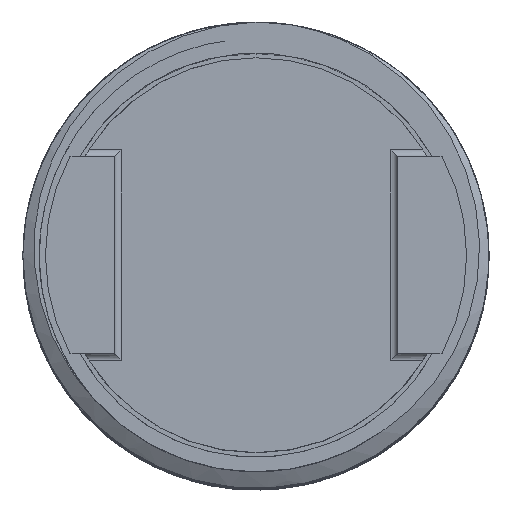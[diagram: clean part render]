
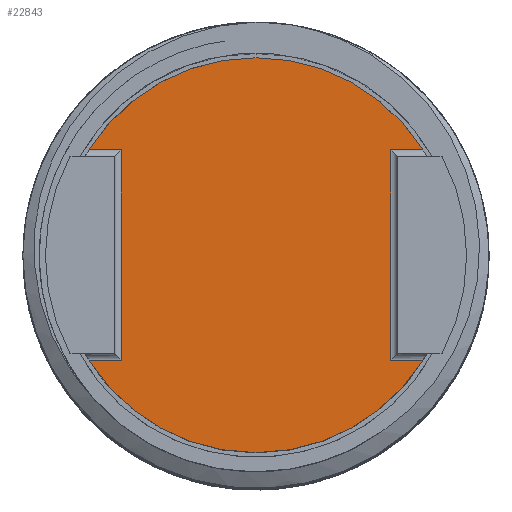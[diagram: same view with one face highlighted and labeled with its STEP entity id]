
A CAD part, top view. The second image highlights one B-rep face of the part: STEP entity #22843.
In plain terms, the highlighted planar face has unit normal (0, 0, 1).
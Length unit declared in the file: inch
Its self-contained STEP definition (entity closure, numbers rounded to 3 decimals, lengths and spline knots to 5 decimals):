
#7893=DIRECTION('',(-1.,0.,0.));
#7894=VECTOR('',#7893,0.04877);
#7895=CARTESIAN_POINT('',(0.25377,0.16,0.));
#7896=LINE('',#7895,#7894);
#7897=DIRECTION('',(0.,-1.,0.));
#7898=VECTOR('',#7897,0.32);
#7899=CARTESIAN_POINT('',(0.205,0.16,0.));
#7900=LINE('',#7899,#7898);
#7901=DIRECTION('',(1.,0.,0.));
#7902=VECTOR('',#7901,0.04877);
#7903=CARTESIAN_POINT('',(0.205,-0.16,0.));
#7904=LINE('',#7903,#7902);
#7905=CARTESIAN_POINT('',(0.,0.,0.));
#7906=DIRECTION('',(0.,0.,-1.));
#7907=DIRECTION('',(0.846,-0.533,0.));
#7908=AXIS2_PLACEMENT_3D('',#7905,#7906,#7907);
#7910=DIRECTION('',(1.,0.,0.));
#7911=VECTOR('',#7910,0.04877);
#7912=CARTESIAN_POINT('',(-0.25377,-0.16,0.));
#7913=LINE('',#7912,#7911);
#7914=DIRECTION('',(0.,1.,0.));
#7915=VECTOR('',#7914,0.32);
#7916=CARTESIAN_POINT('',(-0.205,-0.16,0.));
#7917=LINE('',#7916,#7915);
#7918=DIRECTION('',(-1.,0.,0.));
#7919=VECTOR('',#7918,0.04877);
#7920=CARTESIAN_POINT('',(-0.205,0.16,0.));
#7921=LINE('',#7920,#7919);
#7922=CARTESIAN_POINT('',(0.,0.,0.));
#7923=DIRECTION('',(0.,0.,1.));
#7924=DIRECTION('',(0.846,0.533,0.));
#7925=AXIS2_PLACEMENT_3D('',#7922,#7923,#7924);
#11709=CARTESIAN_POINT('',(0.25377,0.16,0.));
#11710=CARTESIAN_POINT('',(0.205,0.16,0.));
#11711=VERTEX_POINT('',#11709);
#11712=VERTEX_POINT('',#11710);
#11715=CARTESIAN_POINT('',(0.205,-0.16,0.));
#11716=VERTEX_POINT('',#11715);
#11717=CARTESIAN_POINT('',(0.25377,-0.16,0.));
#11718=VERTEX_POINT('',#11717);
#11725=CARTESIAN_POINT('',(-0.205,0.16,0.));
#11726=CARTESIAN_POINT('',(-0.25377,0.16,0.));
#11727=VERTEX_POINT('',#11725);
#11728=VERTEX_POINT('',#11726);
#11733=CARTESIAN_POINT('',(-0.205,-0.16,0.));
#11734=VERTEX_POINT('',#11733);
#11739=CARTESIAN_POINT('',(-0.25377,-0.16,0.));
#11740=VERTEX_POINT('',#11739);
#22825=CARTESIAN_POINT('',(0.,0.,0.));
#22826=DIRECTION('',(0.,0.,-1.));
#22827=DIRECTION('',(-1.,0.,0.));
#22828=AXIS2_PLACEMENT_3D('',#22825,#22826,#22827);
#22829=PLANE('',#22828);
#22830=ORIENTED_EDGE('',*,*,#22766,.T.);
#22831=ORIENTED_EDGE('',*,*,#22781,.T.);
#22832=ORIENTED_EDGE('',*,*,#22817,.T.);
#22833=ORIENTED_EDGE('',*,*,#22713,.T.);
#22835=ORIENTED_EDGE('',*,*,#22834,.T.);
#22837=ORIENTED_EDGE('',*,*,#22836,.T.);
#22839=ORIENTED_EDGE('',*,*,#22838,.T.);
#22840=ORIENTED_EDGE('',*,*,#22743,.F.);
#22841=EDGE_LOOP('',(#22830,#22831,#22832,#22833,#22835,#22837,#22839,#22840));
#22842=FACE_OUTER_BOUND('',#22841,.F.);
#22843=ADVANCED_FACE('',(#22842),#22829,.F.);
#7909=CIRCLE('',#7908,0.3);
#7926=CIRCLE('',#7925,0.3);
#22713=EDGE_CURVE('',#11718,#11740,#7909,.T.);
#22743=EDGE_CURVE('',#11711,#11728,#7926,.T.);
#22766=EDGE_CURVE('',#11711,#11712,#7896,.T.);
#22781=EDGE_CURVE('',#11712,#11716,#7900,.T.);
#22817=EDGE_CURVE('',#11716,#11718,#7904,.T.);
#22834=EDGE_CURVE('',#11740,#11734,#7913,.T.);
#22836=EDGE_CURVE('',#11734,#11727,#7917,.T.);
#22838=EDGE_CURVE('',#11727,#11728,#7921,.T.);
